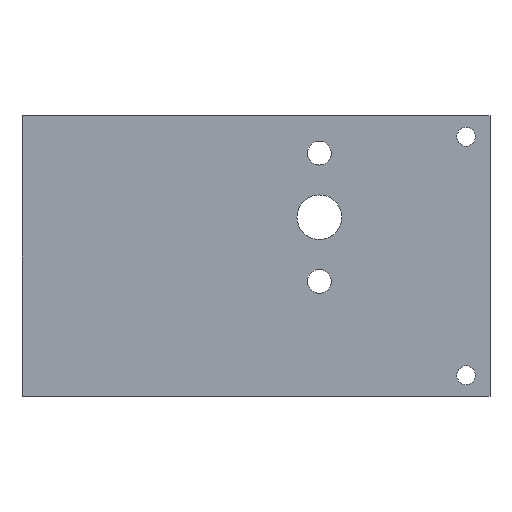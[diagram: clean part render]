
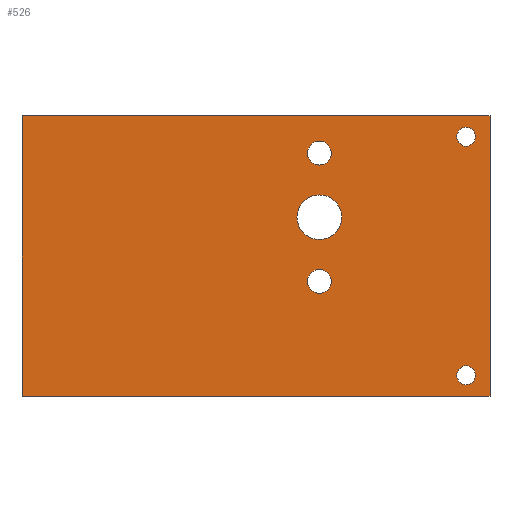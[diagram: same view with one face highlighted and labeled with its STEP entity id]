
A CAD part, left-side view. The second image highlights one B-rep face of the part: STEP entity #526.
In plain terms, the highlighted planar face has unit normal (-1, 0, 0).
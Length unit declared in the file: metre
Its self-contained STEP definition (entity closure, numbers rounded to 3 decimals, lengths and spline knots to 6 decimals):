
#39=LINE('',#804,#89);
#46=LINE('',#821,#96);
#47=LINE('',#823,#97);
#48=LINE('',#825,#98);
#89=VECTOR('',#647,1.);
#96=VECTOR('',#662,1.);
#97=VECTOR('',#665,1.);
#98=VECTOR('',#668,1.);
#187=ORIENTED_EDGE('',*,*,#298,.F.);
#188=ORIENTED_EDGE('',*,*,#300,.T.);
#189=ORIENTED_EDGE('',*,*,#285,.T.);
#190=ORIENTED_EDGE('',*,*,#296,.T.);
#191=ORIENTED_EDGE('',*,*,#294,.F.);
#192=ORIENTED_EDGE('',*,*,#295,.F.);
#193=ORIENTED_EDGE('',*,*,#299,.F.);
#194=ORIENTED_EDGE('',*,*,#277,.F.);
#195=ORIENTED_EDGE('',*,*,#297,.T.);
#277=EDGE_CURVE('',#345,#345,#381,.T.);
#285=EDGE_CURVE('',#353,#352,#39,.T.);
#294=EDGE_CURVE('',#358,#357,#46,.T.);
#295=EDGE_CURVE('',#353,#358,#47,.T.);
#296=EDGE_CURVE('',#352,#357,#48,.T.);
#297=EDGE_CURVE('',#359,#359,#387,.T.);
#298=EDGE_CURVE('',#360,#360,#388,.T.);
#299=EDGE_CURVE('',#361,#361,#389,.T.);
#300=EDGE_CURVE('',#362,#362,#390,.T.);
#345=VERTEX_POINT('',#787);
#352=VERTEX_POINT('',#803);
#353=VERTEX_POINT('',#805);
#357=VERTEX_POINT('',#818);
#358=VERTEX_POINT('',#820);
#359=VERTEX_POINT('',#830);
#360=VERTEX_POINT('',#833);
#361=VERTEX_POINT('',#836);
#362=VERTEX_POINT('',#839);
#381=CIRCLE('',#561,0.00375);
#387=CIRCLE('',#576,0.001575);
#388=CIRCLE('',#578,0.001575);
#389=CIRCLE('',#580,0.002);
#390=CIRCLE('',#582,0.002);
#423=EDGE_LOOP('',(#187));
#424=EDGE_LOOP('',(#188));
#425=EDGE_LOOP('',(#189,#190,#191,#192));
#426=EDGE_LOOP('',(#193));
#427=EDGE_LOOP('',(#194));
#428=EDGE_LOOP('',(#195));
#473=FACE_BOUND('',#423,.T.);
#474=FACE_BOUND('',#424,.T.);
#475=FACE_BOUND('',#425,.T.);
#476=FACE_BOUND('',#426,.T.);
#477=FACE_BOUND('',#427,.T.);
#478=FACE_BOUND('',#428,.T.);
#500=PLANE('',#583);
#526=ADVANCED_FACE('',(#473,#474,#475,#476,#477,#478),#500,.T.);
#561=AXIS2_PLACEMENT_3D('',#786,#631,#632);
#576=AXIS2_PLACEMENT_3D('',#829,#675,#676);
#578=AXIS2_PLACEMENT_3D('',#832,#679,#680);
#580=AXIS2_PLACEMENT_3D('',#835,#683,#684);
#582=AXIS2_PLACEMENT_3D('',#838,#687,#688);
#583=AXIS2_PLACEMENT_3D('',#840,#689,#690);
#631=DIRECTION('',(-1.,0.,0.));
#632=DIRECTION('',(0.,-1.,0.));
#647=DIRECTION('',(0.,0.,-1.));
#662=DIRECTION('',(0.,0.,-1.));
#665=DIRECTION('',(0.,-1.,0.));
#668=DIRECTION('',(0.,-1.,0.));
#675=DIRECTION('',(1.,0.,0.));
#676=DIRECTION('',(0.,-1.,0.));
#679=DIRECTION('',(-1.,0.,0.));
#680=DIRECTION('',(0.,-1.,0.));
#683=DIRECTION('',(-1.,0.,0.));
#684=DIRECTION('',(0.,-1.,0.));
#687=DIRECTION('',(1.,0.,0.));
#688=DIRECTION('',(0.,-1.,0.));
#689=DIRECTION('',(-1.,0.,0.));
#690=DIRECTION('',(0.,-1.,0.));
#786=CARTESIAN_POINT('',(-0.05225,-0.008126,0.03));
#787=CARTESIAN_POINT('',(-0.05225,-0.011876,0.03));
#803=CARTESIAN_POINT('',(-0.05225,0.04175,0.));
#804=CARTESIAN_POINT('',(-0.05225,0.04175,0.047));
#805=CARTESIAN_POINT('',(-0.05225,0.04175,0.047));
#818=CARTESIAN_POINT('',(-0.05225,-0.03675,0.));
#820=CARTESIAN_POINT('',(-0.05225,-0.03675,0.047));
#821=CARTESIAN_POINT('',(-0.05225,-0.03675,0.047));
#823=CARTESIAN_POINT('',(-0.05225,0.0025,0.047));
#825=CARTESIAN_POINT('',(-0.05225,0.0025,0.));
#829=CARTESIAN_POINT('',(-0.05225,-0.03275,0.0435));
#830=CARTESIAN_POINT('',(-0.05225,-0.034325,0.0435));
#832=CARTESIAN_POINT('',(-0.05225,-0.03275,0.0035));
#833=CARTESIAN_POINT('',(-0.05225,-0.034325,0.0035));
#835=CARTESIAN_POINT('',(-0.05225,-0.008126,0.04075));
#836=CARTESIAN_POINT('',(-0.05225,-0.010126,0.04075));
#838=CARTESIAN_POINT('',(-0.05225,-0.008126,0.01925));
#839=CARTESIAN_POINT('',(-0.05225,-0.010126,0.01925));
#840=CARTESIAN_POINT('',(-0.05225,0.0025,0.0235));
